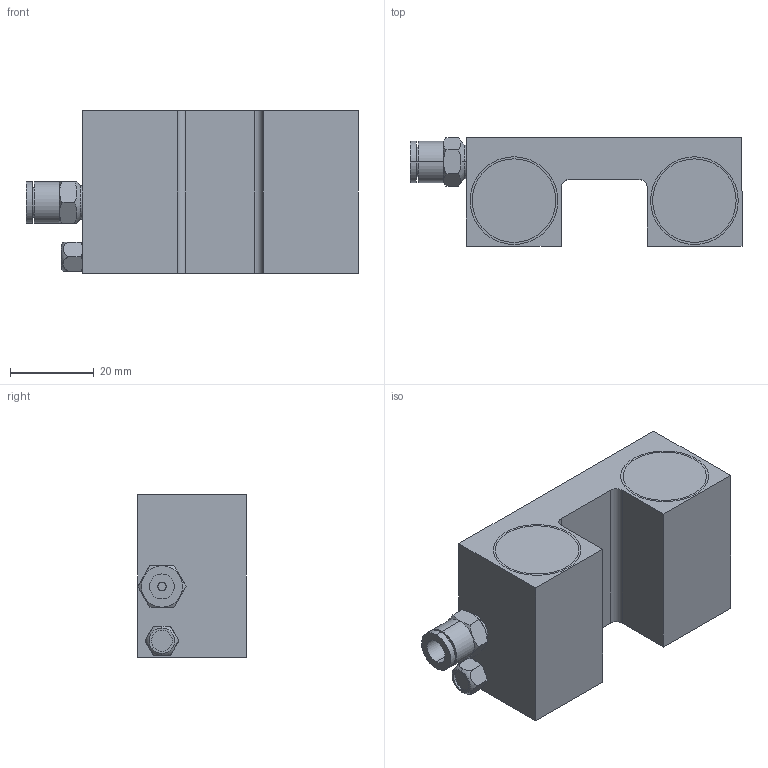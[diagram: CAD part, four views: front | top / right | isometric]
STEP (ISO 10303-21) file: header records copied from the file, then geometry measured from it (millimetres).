
FILE_DESCRIPTION (( 'STEP AP214' ), '1' );
FILE_NAME ('CP20S.STEP', '2018-11-02T09:34:20', ( 'USER-' ), ( 'MS' ), 'SwSTEP 2.0', 'SolidWorks 2012', '' );
FILE_SCHEMA (( 'AUTOMOTIVE_DESIGN' ));
Length unit declared in the file: millimetre
Products named in the file (1): CP20S
Bounding box: 79.5 x 26 x 39 mm (x, y, z)
Volume: 54334.2 mm3; surface area: 15008.7 mm2
Topology: 5 solids, 7 shells, 133 faces, 278 edges, 176 vertices
Faces by surface type: plane 51, cylinder 50, cone 28, torus 4
Entity records: 5385 total; most frequent: CARTESIAN_POINT 944, DIRECTION 646, ORIENTED_EDGE 556, EDGE_CURVE 278, AXIS2_PLACEMENT_3D 266, VERTEX_POINT 176, EDGE_LOOP 152, UNCERTAINTY_MEASURE_WITH_UNIT 140
